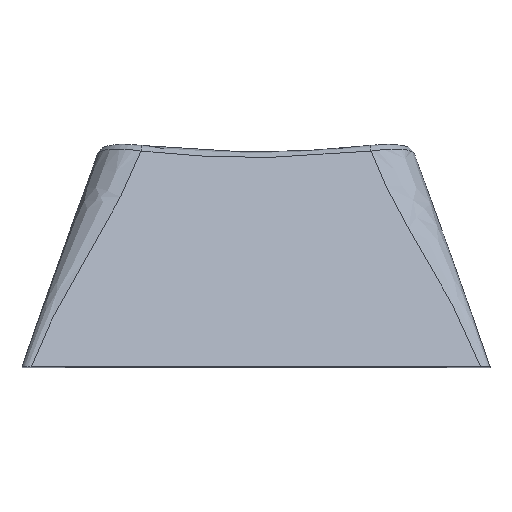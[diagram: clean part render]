
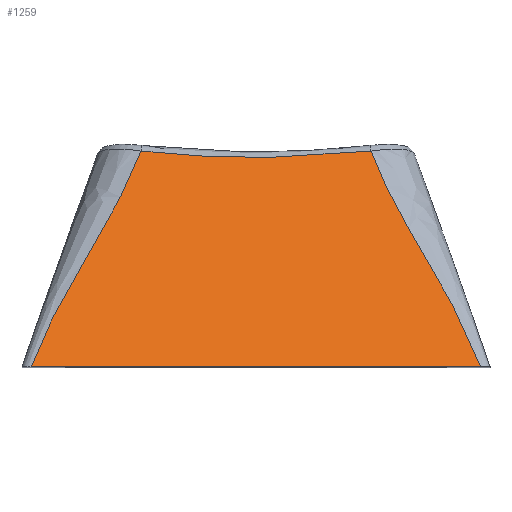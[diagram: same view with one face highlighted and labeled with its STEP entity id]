
A CAD part, top view. The second image highlights one B-rep face of the part: STEP entity #1259.
In plain terms, the highlighted planar face has unit normal (0, 0.438, 0.899).
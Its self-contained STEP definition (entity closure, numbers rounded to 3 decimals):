
#1082=VERTEX_POINT('',#1083);
#1083=CARTESIAN_POINT('',(17.637,0.0,0.0));
#1095=EDGE_CURVE('',#1082,#1096,#1098,.F.);
#1096=VERTEX_POINT('',#1097);
#1097=CARTESIAN_POINT('',(0.363,0.0,0.0));
#1098=LINE('',#1099,#1100);
#1099=CARTESIAN_POINT('',(0.0,0.0,0.0));
#1100=VECTOR('',#1101,1.0);
#1101=DIRECTION('',(1.0,0.0,0.0));
#1259=ADVANCED_FACE('',(#1260),#1322,.T.);
#1260=FACE_BOUND('',#1261,.T.);
#1261=EDGE_LOOP('',(#1262,#1288,#1297,#1321));
#1262=ORIENTED_EDGE('',*,*,#1263,.T.);
#1263=EDGE_CURVE('',#1082,#1264,#1266,.T.);
#1264=VERTEX_POINT('',#1265);
#1265=CARTESIAN_POINT('',(13.429,8.306,-4.043));
#1266=B_SPLINE_CURVE_WITH_KNOTS('',2,(#1267,#1268,#1269,#1270,#1271,#1272,#1273,#1274,#1275,#1276,#1277,#1278,#1279,#1280,#1281,#1282,#1283,#1284,#1285,#1286,#1287),.UNSPECIFIED.,.F.,.U.,(3,2,2,2,2,2,2,2,2,2,3),(0.0,0.125,0.25,0.375,0.5,0.625,0.75,0.875,0.938,0.969,1.0),.UNSPECIFIED.);
#1267=CARTESIAN_POINT('',(17.637,0.,0.));
#1268=CARTESIAN_POINT('',(17.452,0.527,-0.256));
#1269=CARTESIAN_POINT('',(17.194,1.098,-0.535));
#1270=CARTESIAN_POINT('',(16.966,1.606,-0.782));
#1271=CARTESIAN_POINT('',(16.668,2.174,-1.058));
#1272=CARTESIAN_POINT('',(16.42,2.648,-1.289));
#1273=CARTESIAN_POINT('',(16.086,3.234,-1.574));
#1274=CARTESIAN_POINT('',(15.885,3.586,-1.745));
#1275=CARTESIAN_POINT('',(15.475,4.286,-2.086));
#1276=CARTESIAN_POINT('',(15.063,4.989,-2.428));
#1277=CARTESIAN_POINT('',(14.864,5.338,-2.598));
#1278=CARTESIAN_POINT('',(14.53,5.924,-2.883));
#1279=CARTESIAN_POINT('',(14.283,6.398,-3.114));
#1280=CARTESIAN_POINT('',(13.986,6.969,-3.392));
#1281=CARTESIAN_POINT('',(13.763,7.475,-3.638));
#1282=CARTESIAN_POINT('',(13.64,7.754,-3.774));
#1283=CARTESIAN_POINT('',(13.535,8.023,-3.905));
#1284=CARTESIAN_POINT('',(13.482,8.159,-3.971));
#1285=CARTESIAN_POINT('',(13.431,8.299,-4.039));
#1286=CARTESIAN_POINT('',(13.425,8.315,-4.047));
#1287=CARTESIAN_POINT('',(13.332,8.577,-4.174));
#1288=ORIENTED_EDGE('',*,*,#1289,.T.);
#1289=EDGE_CURVE('',#1264,#1290,#1292,.T.);
#1290=VERTEX_POINT('',#1291);
#1291=CARTESIAN_POINT('',(4.571,8.306,-4.043));
#1292=ELLIPSE('',#1293,37.841,36.65);
#1293=AXIS2_PLACEMENT_3D('',#1294,#1295,#1296);
#1294=CARTESIAN_POINT('',(9.0,42.082,-20.481));
#1295=DIRECTION('',(0.0,-0.438,-0.899));
#1296=DIRECTION('',(0.0,-0.899,0.438));
#1297=ORIENTED_EDGE('',*,*,#1298,.T.);
#1298=EDGE_CURVE('',#1290,#1096,#1299,.T.);
#1299=B_SPLINE_CURVE_WITH_KNOTS('',2,(#1300,#1301,#1302,#1303,#1304,#1305,#1306,#1307,#1308,#1309,#1310,#1311,#1312,#1313,#1314,#1315,#1316,#1317,#1318,#1319,#1320),.UNSPECIFIED.,.F.,.U.,(3,2,2,2,2,2,2,2,2,2,3),(0.0,0.031,0.063,0.125,0.25,0.375,0.5,0.625,0.75,0.875,1.0),.UNSPECIFIED.);
#1300=CARTESIAN_POINT('',(4.668,8.577,-4.174));
#1301=CARTESIAN_POINT('',(4.575,8.316,-4.047));
#1302=CARTESIAN_POINT('',(4.569,8.299,-4.039));
#1303=CARTESIAN_POINT('',(4.518,8.16,-3.971));
#1304=CARTESIAN_POINT('',(4.465,8.023,-3.905));
#1305=CARTESIAN_POINT('',(4.361,7.755,-3.774));
#1306=CARTESIAN_POINT('',(4.237,7.475,-3.638));
#1307=CARTESIAN_POINT('',(4.014,6.97,-3.392));
#1308=CARTESIAN_POINT('',(3.717,6.398,-3.114));
#1309=CARTESIAN_POINT('',(3.47,5.925,-2.883));
#1310=CARTESIAN_POINT('',(3.136,5.338,-2.598));
#1311=CARTESIAN_POINT('',(2.937,4.989,-2.428));
#1312=CARTESIAN_POINT('',(2.525,4.286,-2.086));
#1313=CARTESIAN_POINT('',(2.116,3.587,-1.746));
#1314=CARTESIAN_POINT('',(1.914,3.234,-1.574));
#1315=CARTESIAN_POINT('',(1.581,2.648,-1.289));
#1316=CARTESIAN_POINT('',(1.332,2.174,-1.058));
#1317=CARTESIAN_POINT('',(1.035,1.607,-0.782));
#1318=CARTESIAN_POINT('',(0.806,1.098,-0.535));
#1319=CARTESIAN_POINT('',(0.549,0.527,-0.257));
#1320=CARTESIAN_POINT('',(0.363,0.,0.));
#1321=ORIENTED_EDGE('',*,*,#1095,.F.);
#1322=PLANE('',#1323);
#1323=AXIS2_PLACEMENT_3D('',#1324,#1325,#1326);
#1324=CARTESIAN_POINT('',(0.0,0.0,0.0));
#1325=DIRECTION('',(0.0,0.438,0.899));
#1326=DIRECTION('',(0.0,-0.899,0.438));
